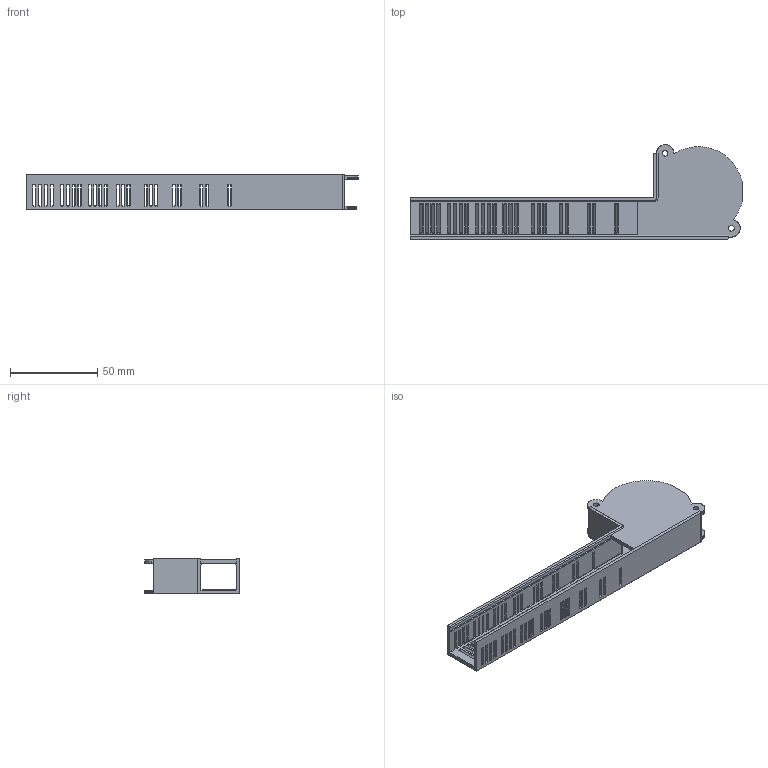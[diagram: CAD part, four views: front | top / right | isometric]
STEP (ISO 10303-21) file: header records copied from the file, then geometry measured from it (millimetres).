
FILE_DESCRIPTION(('STEP AP214'),'1');
FILE_NAME('Sunon_driver_fan.stp','2024-05-28T23:26:32',(' '),(' '),'Spatial InterOp 3D',' ',' ');
FILE_SCHEMA(('AUTOMOTIVE_DESIGN { 1 0 10303 214 1 1 1 1 }'));
Length unit declared in the file: metre
Products named in the file (3): Sunon_driver_fan; Octopus_Stepper_Duct Fan Base; Octopus_Stepper_Duct v3
Assembly tree (2 placements, depth 2):
  Sunon_driver_fan
    Octopus_Stepper_Duct Fan Base
    Octopus_Stepper_Duct v3
Bounding box: 190.48 x 54.3 x 20.5 mm (x, y, z)
Volume: 24471.8 mm3; surface area: 30439.5 mm2
Topology: 2 solids, 2 shells, 1885 faces, 4758 edges, 2832 vertices
Faces by surface type: plane 1865, cylinder 14, cone 6
Entity records: 54420 total; most frequent: CARTESIAN_POINT 9563, ORIENTED_EDGE 9514, DIRECTION 8552, EDGE_CURVE 4757, LINE 4702, VECTOR 4702, VERTEX_POINT 2832, EDGE_LOOP 1985
